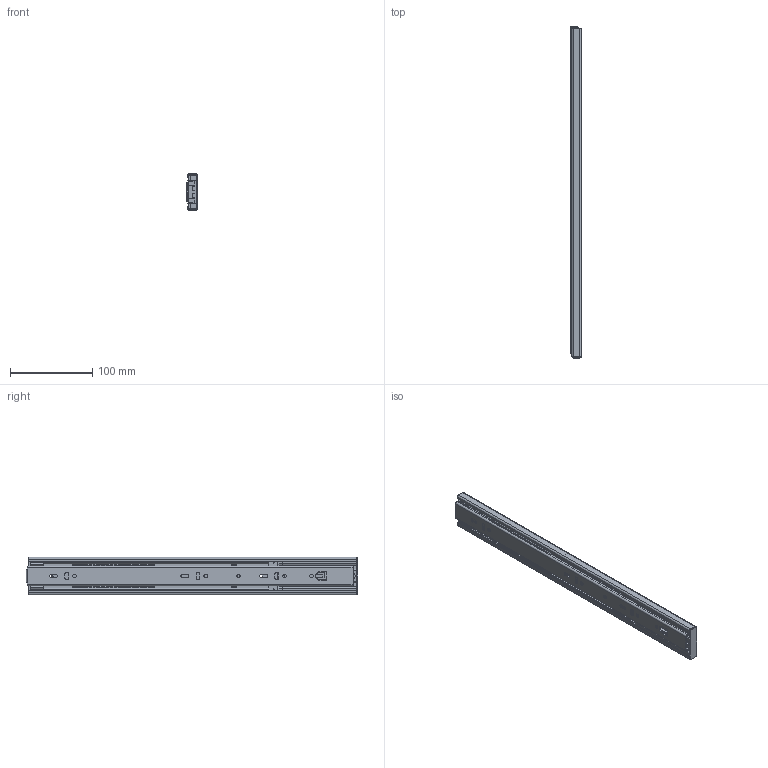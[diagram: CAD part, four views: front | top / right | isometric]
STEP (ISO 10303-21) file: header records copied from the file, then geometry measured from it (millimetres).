
FILE_DESCRIPTION((''),'2;1');
FILE_NAME('ASM0007_ASM','2017-02-12T',('genhom'),(''),'CREO PARAMETRIC BY PTC INC, 2014190','CREO PARAMETRIC BY PTC INC, 2014190','');
FILE_SCHEMA(('CONFIG_CONTROL_DESIGN'));
Length unit declared in the file: millimetre
Products named in the file (14): PRT0021; PRT0002; PRT0001; ASM0001_ASM; PLASCTI; BALL1; PLACTICCAGE_ASM; PRT0020; CAGE; BALL; BALLCAGE_ASM; 45_STOPER; PRT0019; ASM0007_ASM
Assembly tree (23 placements, depth 3):
  ASM0007_ASM
    PRT0021
    ASM0001_ASM
      PRT0002
      PRT0001
    PLACTICCAGE_ASM  x2
      PLASCTI
      BALL1
    PRT0020
    BALLCAGE_ASM  x4
      CAGE
      BALL
    45_STOPER
    PRT0019
Bounding box: 12.7 x 404.56 x 45.4 mm (x, y, z)
Volume: 100202.4 mm3; surface area: 153824.7 mm2
Topology: 14 solids, 38 shells, 1157 faces, 3371 edges, 2181 vertices
Faces by surface type: plane 608, cylinder 451, torus 50, sphere 48
Entity records: 25691 total; most frequent: CARTESIAN_POINT 4958, ORIENTED_EDGE 4326, DIRECTION 4280, EDGE_CURVE 2163, VECTOR 1454, LINE 1454, VERTEX_POINT 1425, AXIS2_PLACEMENT_3D 1413
